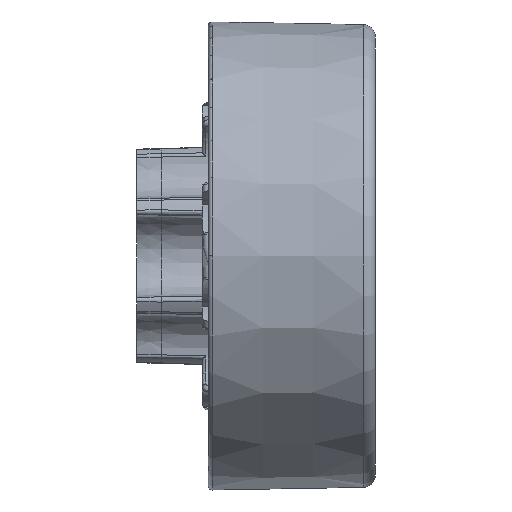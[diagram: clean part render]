
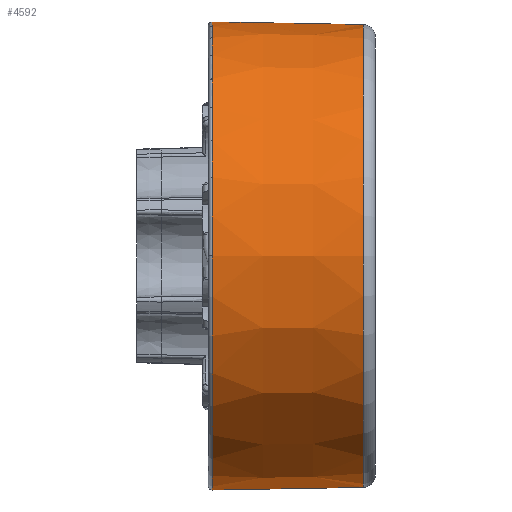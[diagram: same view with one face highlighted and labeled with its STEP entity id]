
A CAD part, left-side view. The second image highlights one B-rep face of the part: STEP entity #4592.
In plain terms, the highlighted conical face has half-angle 1 degrees and reference radius 18.92 mm.
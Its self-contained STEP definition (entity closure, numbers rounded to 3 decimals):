
#89 = DIRECTION ( 'NONE',  ( -1., 0., 0. ) ) ;
#105 = B_SPLINE_CURVE_WITH_KNOTS ( 'NONE', 3,
 ( #12813, #6060, #764, #4981 ),
 .UNSPECIFIED., .F., .F.,
 ( 4, 4 ),
 ( 0.003, 0.005 ),
 .UNSPECIFIED. ) ;
#110 = VECTOR ( 'NONE', #4482, 1000. ) ;
#187 = CARTESIAN_POINT ( 'NONE',  ( -63.396, -32.1, 292.477 ) ) ;
#203 = EDGE_CURVE ( 'NONE', #6993, #13295, #14247, .T. ) ;
#386 = CARTESIAN_POINT ( 'NONE',  ( -63.461, -35.405, 292.42 ) ) ;
#391 = AXIS2_PLACEMENT_3D ( 'NONE', #12535, #5846, #2534 ) ;
#628 = ORIENTED_EDGE ( 'NONE', *, *, #5988, .T. ) ;
#764 = CARTESIAN_POINT ( 'NONE',  ( -63.896, -34.071, 292.436 ) ) ;
#945 = ORIENTED_EDGE ( 'NONE', *, *, #203, .F. ) ;
#1039 = CARTESIAN_POINT ( 'NONE',  ( -63.396, -44.617, 292.259 ) ) ;
#1089 = VECTOR ( 'NONE', #9213, 1000. ) ;
#1185 = CARTESIAN_POINT ( 'NONE',  ( -82.31, -32.405, 273.557 ) ) ;
#1532 = CARTESIAN_POINT ( 'NONE',  ( -63.396, -32.1, 273.557 ) ) ;
#1557 = CARTESIAN_POINT ( 'NONE',  ( -63.896, -34.905, 292.422 ) ) ;
#1736 = VERTEX_POINT ( 'NONE', #1039 ) ;
#1955 = EDGE_CURVE ( 'NONE', #10223, #6993, #7199, .T. ) ;
#2236 = CARTESIAN_POINT ( 'NONE',  ( -63.396, -32.405, 254.643 ) ) ;
#2402 = EDGE_CURVE ( 'NONE', #10223, #1736, #7353, .T. ) ;
#2498 = CARTESIAN_POINT ( 'NONE',  ( -63.896, -34.905, 292.422 ) ) ;
#2534 = DIRECTION ( 'NONE',  ( -1., 0., 0. ) ) ;
#3528 = AXIS2_PLACEMENT_3D ( 'NONE', #9221, #13531, #89 ) ;
#3654 = VERTEX_POINT ( 'NONE', #12746 ) ;
#3749 = CARTESIAN_POINT ( 'NONE',  ( -63.649, -35.341, 292.419 ) ) ;
#3793 = EDGE_CURVE ( 'NONE', #3654, #6326, #105, .T. ) ;
#3860 = FACE_OUTER_BOUND ( 'NONE', #5817, .T. ) ;
#4001 = EDGE_CURVE ( 'NONE', #13295, #3654, #7213, .T. ) ;
#4482 = DIRECTION ( 'NONE',  ( 0., 1., 0.017 ) ) ;
#4592 = ADVANCED_FACE ( 'NONE', ( #3860 ), #13190, .T. ) ;
#4693 = AXIS2_PLACEMENT_3D ( 'NONE', #1532, #5956, #7120 ) ;
#4981 = CARTESIAN_POINT ( 'NONE',  ( -63.896, -34.905, 292.422 ) ) ;
#5072 = ORIENTED_EDGE ( 'NONE', *, *, #3793, .F. ) ;
#5264 = VERTEX_POINT ( 'NONE', #13707 ) ;
#5624 = ORIENTED_EDGE ( 'NONE', *, *, #11934, .T. ) ;
#5817 = EDGE_LOOP ( 'NONE', ( #9219, #628, #5624, #5072, #6437, #945, #12892 ) ) ;
#5846 = DIRECTION ( 'NONE',  ( 0., 1., 0. ) ) ;
#5943 = CARTESIAN_POINT ( 'NONE',  ( -63.396, -44.617, 254.856 ) ) ;
#5956 = DIRECTION ( 'NONE',  ( 0., 1., 0. ) ) ;
#5978 = CARTESIAN_POINT ( 'NONE',  ( -63.525, -35.392, 292.42 ) ) ;
#5988 = EDGE_CURVE ( 'NONE', #1736, #5264, #12183, .T. ) ;
#6060 = CARTESIAN_POINT ( 'NONE',  ( -63.896, -33.238, 292.451 ) ) ;
#6326 = VERTEX_POINT ( 'NONE', #2498 ) ;
#6353 = DIRECTION ( 'NONE',  ( 0., 0., 1. ) ) ;
#6426 = AXIS2_PLACEMENT_3D ( 'NONE', #7514, #14132, #6353 ) ;
#6437 = ORIENTED_EDGE ( 'NONE', *, *, #4001, .F. ) ;
#6993 = VERTEX_POINT ( 'NONE', #2236 ) ;
#7120 = DIRECTION ( 'NONE',  ( 0., 0., -1. ) ) ;
#7199 = LINE ( 'NONE', #13593, #1089 ) ;
#7213 = CIRCLE ( 'NONE', #3528, 18.915 ) ;
#7353 = CIRCLE ( 'NONE', #6426, 18.702 ) ;
#7514 = CARTESIAN_POINT ( 'NONE',  ( -63.396, -44.617, 273.557 ) ) ;
#8151 = CARTESIAN_POINT ( 'NONE',  ( -63.845, -35.163, 292.419 ) ) ;
#9213 = DIRECTION ( 'NONE',  ( 0., 1., -0.017 ) ) ;
#9219 = ORIENTED_EDGE ( 'NONE', *, *, #2402, .T. ) ;
#9221 = CARTESIAN_POINT ( 'NONE',  ( -63.396, -32.405, 273.557 ) ) ;
#10223 = VERTEX_POINT ( 'NONE', #5943 ) ;
#10423 = B_SPLINE_CURVE_WITH_KNOTS ( 'NONE', 3,
 ( #12527, #386, #5978, #3749, #11588, #8151, #12395, #1557 ),
 .UNSPECIFIED., .F., .F.,
 ( 4, 2, 2, 4 ),
 ( 0., 0.25, 0.5, 1. ),
 .UNSPECIFIED. ) ;
#11588 = CARTESIAN_POINT ( 'NONE',  ( -63.701, -35.306, 292.419 ) ) ;
#11934 = EDGE_CURVE ( 'NONE', #5264, #6326, #10423, .T. ) ;
#12183 = LINE ( 'NONE', #187, #110 ) ;
#12395 = CARTESIAN_POINT ( 'NONE',  ( -63.894, -35.045, 292.419 ) ) ;
#12527 = CARTESIAN_POINT ( 'NONE',  ( -63.396, -35.405, 292.42 ) ) ;
#12535 = CARTESIAN_POINT ( 'NONE',  ( -63.396, -32.405, 273.557 ) ) ;
#12746 = CARTESIAN_POINT ( 'NONE',  ( -63.896, -32.405, 292.465 ) ) ;
#12813 = CARTESIAN_POINT ( 'NONE',  ( -63.896, -32.405, 292.465 ) ) ;
#12892 = ORIENTED_EDGE ( 'NONE', *, *, #1955, .F. ) ;
#13190 = CONICAL_SURFACE ( 'NONE', #4693, 18.92, 0.017 ) ;
#13295 = VERTEX_POINT ( 'NONE', #1185 ) ;
#13531 = DIRECTION ( 'NONE',  ( 0., 1., 0. ) ) ;
#13593 = CARTESIAN_POINT ( 'NONE',  ( -63.396, -32.1, 254.637 ) ) ;
#13707 = CARTESIAN_POINT ( 'NONE',  ( -63.396, -35.405, 292.42 ) ) ;
#14132 = DIRECTION ( 'NONE',  ( 0., 1., 0. ) ) ;
#14247 = CIRCLE ( 'NONE', #391, 18.915 ) ;
